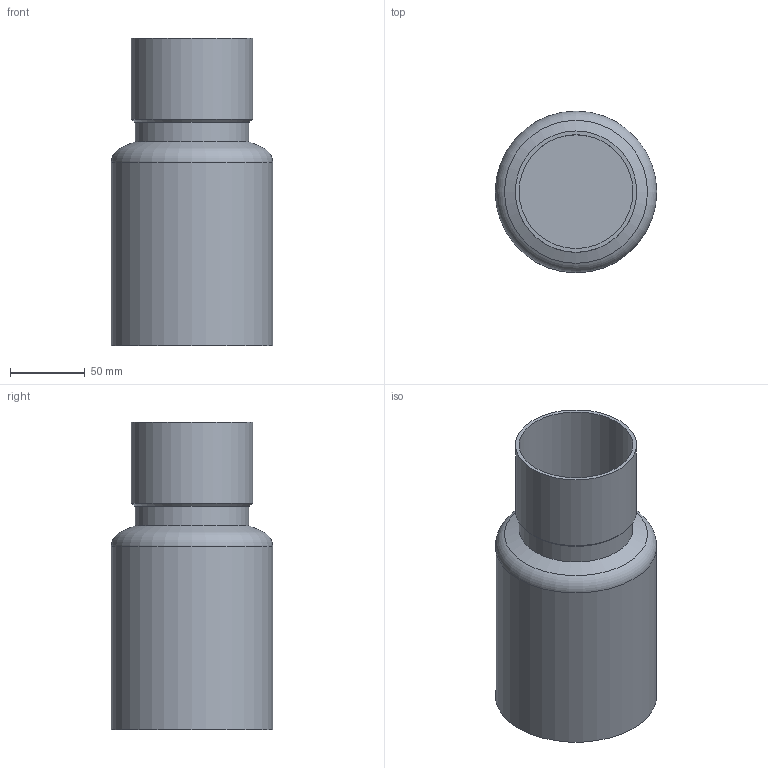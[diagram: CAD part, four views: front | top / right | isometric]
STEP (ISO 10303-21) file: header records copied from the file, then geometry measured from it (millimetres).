
FILE_DESCRIPTION( ( 'Unknown' ), '1' );
FILE_NAME( 'F14DN76,1-108.stp', 'Unknown', ( 'Unknown' ), ( 'Unknown' ), 'PSStep 14.0', 'Unknown', ' ' );
FILE_SCHEMA( ( 'AUTOMOTIVE_DESIGN { 1 0 10303 214 1 1 1 1 }' ) );
Length unit declared in the file: millimetre
Products named in the file (1): 1
Bounding box: 107.78 x 107.78 x 205 mm (x, y, z)
Volume: 189647.4 mm3; surface area: 134665.8 mm2
Topology: 1 solids, 1 shells, 14 faces, 26 edges, 16 vertices
Faces by surface type: cylinder 5, plane 4, sphere 2, torus 2, cone 1
Full cylindrical faces by diameter (mm): 76 x2, 81 x1, 103.776 x1, 107.776 x1
Entity records: 402 total; most frequent: DIRECTION 56, CARTESIAN_POINT 41, AXIS2_PLACEMENT_3D 28, EDGE_LOOP 26, ORIENTED_EDGE 26, FACE_OUTER_BOUND 22, STYLED_ITEM 14, PRESENTATION_STYLE_ASSIGNMENT 14
